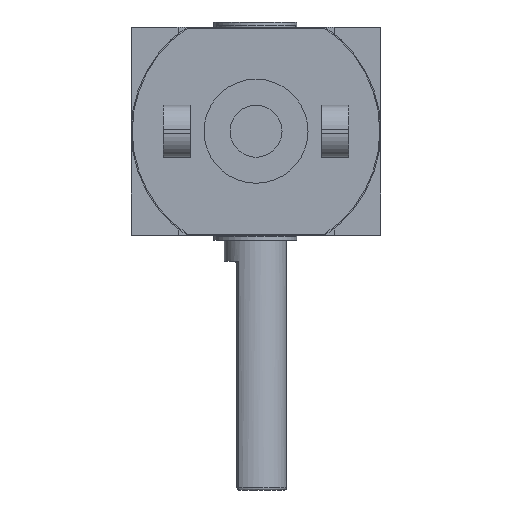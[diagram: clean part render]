
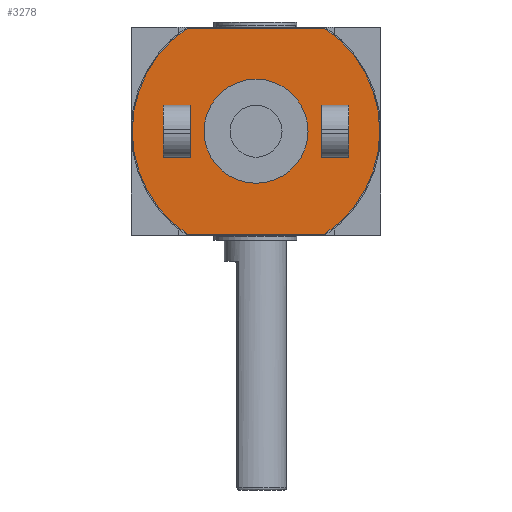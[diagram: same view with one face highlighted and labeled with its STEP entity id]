
A CAD part, front view. The second image highlights one B-rep face of the part: STEP entity #3278.
In plain terms, the highlighted planar face has unit normal (0, -1, 0).
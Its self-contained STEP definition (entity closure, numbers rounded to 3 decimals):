
#179=FACE_BOUND('',#593,.T.);
#245=PLANE('',#3680);
#384=FACE_OUTER_BOUND('',#592,.T.);
#592=EDGE_LOOP('',(#2369,#2370,#2371,#2372));
#593=EDGE_LOOP('',(#2373));
#838=LINE('',#5171,#1133);
#842=LINE('',#5181,#1137);
#1133=VECTOR('',#4123,10.);
#1137=VECTOR('',#4135,10.);
#1425=CIRCLE('',#3666,2.5);
#1429=CIRCLE('',#3673,5.95);
#1431=CIRCLE('',#3677,5.95);
#1556=VERTEX_POINT('',#5148);
#1561=VERTEX_POINT('',#5162);
#1562=VERTEX_POINT('',#5164);
#1564=VERTEX_POINT('',#5170);
#1566=VERTEX_POINT('',#5176);
#1863=EDGE_CURVE('',#1556,#1556,#1425,.T.);
#1869=EDGE_CURVE('',#1562,#1561,#1429,.F.);
#1872=EDGE_CURVE('',#1564,#1562,#838,.F.);
#1875=EDGE_CURVE('',#1566,#1564,#1431,.F.);
#1878=EDGE_CURVE('',#1561,#1566,#842,.F.);
#2369=ORIENTED_EDGE('',*,*,#1878,.T.);
#2370=ORIENTED_EDGE('',*,*,#1875,.T.);
#2371=ORIENTED_EDGE('',*,*,#1872,.T.);
#2372=ORIENTED_EDGE('',*,*,#1869,.T.);
#2373=ORIENTED_EDGE('',*,*,#1863,.T.);
#3278=ADVANCED_FACE('',(#384,#179),#245,.T.);
#3666=AXIS2_PLACEMENT_3D('',#5150,#4101,#4102);
#3673=AXIS2_PLACEMENT_3D('',#5165,#4117,#4118);
#3677=AXIS2_PLACEMENT_3D('',#5177,#4129,#4130);
#3680=AXIS2_PLACEMENT_3D('',#5183,#4138,#4139);
#4101=DIRECTION('center_axis',(0.,1.,0.));
#4102=DIRECTION('ref_axis',(1.,0.,0.));
#4117=DIRECTION('center_axis',(0.,1.,0.));
#4118=DIRECTION('ref_axis',(1.,0.,0.));
#4123=DIRECTION('',(-1.,0.,0.));
#4129=DIRECTION('center_axis',(0.,1.,0.));
#4130=DIRECTION('ref_axis',(1.,0.,0.));
#4135=DIRECTION('',(1.,0.,0.));
#4138=DIRECTION('center_axis',(0.,-1.,0.));
#4139=DIRECTION('ref_axis',(0.,0.,-1.));
#5148=CARTESIAN_POINT('',(-2.5,-15.1,0.));
#5150=CARTESIAN_POINT('Origin',(0.,-15.1,0.));
#5162=CARTESIAN_POINT('',(3.302,-15.1,4.95));
#5164=CARTESIAN_POINT('',(3.302,-15.1,-4.95));
#5165=CARTESIAN_POINT('Origin',(0.,-15.1,0.));
#5170=CARTESIAN_POINT('',(-3.302,-15.1,-4.95));
#5171=CARTESIAN_POINT('',(-1.658,-15.1,-4.95));
#5176=CARTESIAN_POINT('',(-3.302,-15.1,4.95));
#5177=CARTESIAN_POINT('Origin',(0.,-15.1,0.));
#5181=CARTESIAN_POINT('',(1.658,-15.1,4.95));
#5183=CARTESIAN_POINT('Origin',(0.,-15.1,0.));
